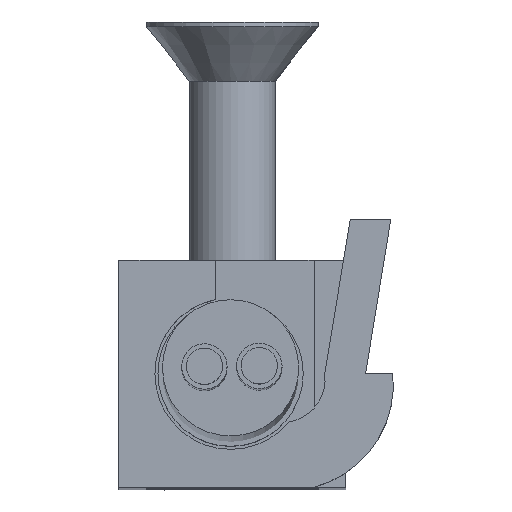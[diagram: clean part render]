
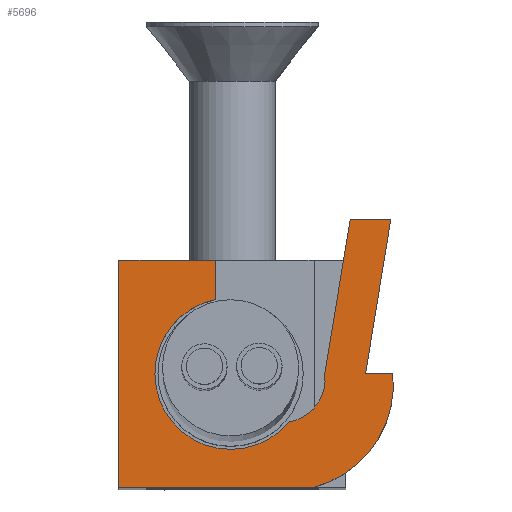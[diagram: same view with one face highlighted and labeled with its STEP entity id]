
A CAD part, top view. The second image highlights one B-rep face of the part: STEP entity #5696.
In plain terms, the highlighted planar face has unit normal (0, 0, 1).
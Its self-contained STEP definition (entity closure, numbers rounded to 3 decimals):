
#606=PLANE('',#6395);
#886=FACE_OUTER_BOUND('',#1225,.T.);
#1225=EDGE_LOOP('',(#4643,#4644,#4645,#4646,#4647,#4648,#4649,#4650,#4651,
#4652,#4653));
#1662=LINE('',#8817,#2244);
#1663=LINE('',#8819,#2245);
#1664=LINE('',#8821,#2246);
#1665=LINE('',#8823,#2247);
#1666=LINE('',#8827,#2248);
#1667=LINE('',#8829,#2249);
#1668=LINE('',#8831,#2250);
#1669=LINE('',#8833,#2251);
#2244=VECTOR('',#7358,10.);
#2245=VECTOR('',#7359,10.);
#2246=VECTOR('',#7360,10.);
#2247=VECTOR('',#7361,10.);
#2248=VECTOR('',#7364,10.);
#2249=VECTOR('',#7365,10.);
#2250=VECTOR('',#7366,10.);
#2251=VECTOR('',#7367,10.);
#2666=CIRCLE('',#6394,1.667);
#2667=CIRCLE('',#6396,2.34);
#2668=CIRCLE('',#6397,0.965);
#2920=VERTEX_POINT('',#8810);
#2921=VERTEX_POINT('',#8812);
#2922=VERTEX_POINT('',#8816);
#2923=VERTEX_POINT('',#8818);
#2924=VERTEX_POINT('',#8820);
#2925=VERTEX_POINT('',#8822);
#2926=VERTEX_POINT('',#8824);
#2927=VERTEX_POINT('',#8826);
#2928=VERTEX_POINT('',#8828);
#2929=VERTEX_POINT('',#8830);
#2930=VERTEX_POINT('',#8832);
#3549=EDGE_CURVE('',#2921,#2920,#2666,.T.);
#3551=EDGE_CURVE('',#2920,#2922,#1662,.T.);
#3552=EDGE_CURVE('',#2922,#2923,#1663,.T.);
#3553=EDGE_CURVE('',#2923,#2924,#1664,.T.);
#3554=EDGE_CURVE('',#2924,#2925,#1665,.T.);
#3555=EDGE_CURVE('',#2925,#2926,#2667,.T.);
#3556=EDGE_CURVE('',#2926,#2927,#1666,.T.);
#3557=EDGE_CURVE('',#2927,#2928,#1667,.T.);
#3558=EDGE_CURVE('',#2928,#2929,#1668,.T.);
#3559=EDGE_CURVE('',#2929,#2930,#1669,.T.);
#3560=EDGE_CURVE('',#2930,#2921,#2668,.T.);
#4643=ORIENTED_EDGE('',*,*,#3549,.T.);
#4644=ORIENTED_EDGE('',*,*,#3551,.T.);
#4645=ORIENTED_EDGE('',*,*,#3552,.T.);
#4646=ORIENTED_EDGE('',*,*,#3553,.T.);
#4647=ORIENTED_EDGE('',*,*,#3554,.T.);
#4648=ORIENTED_EDGE('',*,*,#3555,.T.);
#4649=ORIENTED_EDGE('',*,*,#3556,.T.);
#4650=ORIENTED_EDGE('',*,*,#3557,.T.);
#4651=ORIENTED_EDGE('',*,*,#3558,.T.);
#4652=ORIENTED_EDGE('',*,*,#3559,.T.);
#4653=ORIENTED_EDGE('',*,*,#3560,.T.);
#5696=ADVANCED_FACE('',(#886),#606,.T.);
#6394=AXIS2_PLACEMENT_3D('',#8813,#7353,#7354);
#6395=AXIS2_PLACEMENT_3D('',#8815,#7356,#7357);
#6396=AXIS2_PLACEMENT_3D('',#8825,#7362,#7363);
#6397=AXIS2_PLACEMENT_3D('',#8834,#7368,#7369);
#7353=DIRECTION('center_axis',(0.,0.,-1.));
#7354=DIRECTION('ref_axis',(1.,0.,0.));
#7356=DIRECTION('center_axis',(0.,0.,1.));
#7357=DIRECTION('ref_axis',(1.,0.,0.));
#7358=DIRECTION('',(0.,1.,0.));
#7359=DIRECTION('',(-1.,0.,0.));
#7360=DIRECTION('',(0.,-1.,0.));
#7361=DIRECTION('',(1.,0.,0.));
#7362=DIRECTION('center_axis',(0.,0.,1.));
#7363=DIRECTION('ref_axis',(0.253,-0.967,0.));
#7364=DIRECTION('',(-1.,0.,0.));
#7365=DIRECTION('',(0.161,0.987,0.));
#7366=DIRECTION('',(-1.,0.,0.));
#7367=DIRECTION('',(-0.163,-0.987,0.));
#7368=DIRECTION('center_axis',(0.,0.,-1.));
#7369=DIRECTION('ref_axis',(-0.017,1.,0.));
#8810=CARTESIAN_POINT('',(-0.364,4.135,18.55));
#8812=CARTESIAN_POINT('',(1.241,1.431,18.55));
#8813=CARTESIAN_POINT('Origin',(-0.038,2.5,18.55));
#8815=CARTESIAN_POINT('Origin',(0.524,2.948,18.55));
#8816=CARTESIAN_POINT('',(-0.364,5.,18.55));
#8817=CARTESIAN_POINT('',(-0.364,2.5,18.55));
#8818=CARTESIAN_POINT('',(-2.5,5.,18.55));
#8819=CARTESIAN_POINT('',(1.8,5.,18.55));
#8820=CARTESIAN_POINT('',(-2.5,0.,18.55));
#8821=CARTESIAN_POINT('',(-2.5,5.,18.55));
#8822=CARTESIAN_POINT('',(1.8,0.,18.55));
#8823=CARTESIAN_POINT('',(-2.5,0.,18.55));
#8824=CARTESIAN_POINT('',(3.536,2.5,18.55));
#8825=CARTESIAN_POINT('Origin',(1.208,2.264,18.55));
#8826=CARTESIAN_POINT('',(2.936,2.5,18.55));
#8827=CARTESIAN_POINT('',(3.536,2.5,18.55));
#8828=CARTESIAN_POINT('',(3.491,5.895,18.55));
#8829=CARTESIAN_POINT('',(2.936,2.5,18.55));
#8830=CARTESIAN_POINT('',(2.599,5.895,18.55));
#8831=CARTESIAN_POINT('',(3.491,5.895,18.55));
#8832=CARTESIAN_POINT('',(2.036,2.5,18.55));
#8833=CARTESIAN_POINT('',(2.599,5.895,18.55));
#8834=CARTESIAN_POINT('Origin',(1.079,2.382,18.55));
